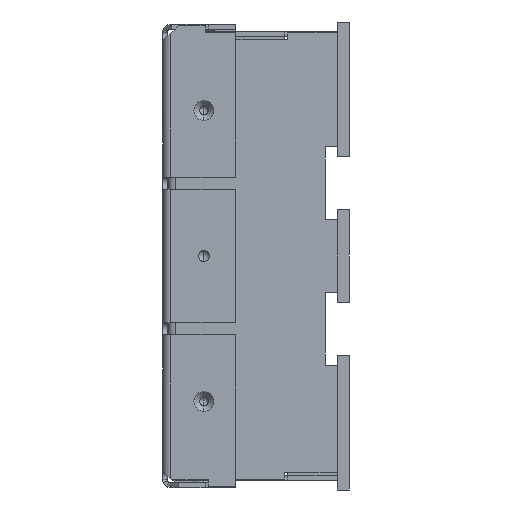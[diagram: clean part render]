
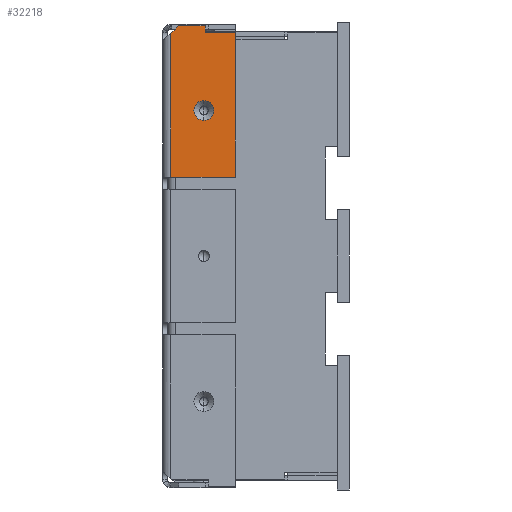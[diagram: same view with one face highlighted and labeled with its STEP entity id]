
A CAD part, left-side view. The second image highlights one B-rep face of the part: STEP entity #32218.
In plain terms, the highlighted planar face has unit normal (-1, 0, 0).
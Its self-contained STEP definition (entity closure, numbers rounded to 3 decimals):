
#333 = CARTESIAN_POINT ( 'NONE',  ( -14.98, -0.33, 9.22 ) ) ;
#1449 = ORIENTED_EDGE ( 'NONE', *, *, #24599, .T. ) ;
#1553 = LINE ( 'NONE', #29151, #9231 ) ;
#1816 = LINE ( 'NONE', #26809, #11567 ) ;
#2333 = EDGE_CURVE ( 'NONE', #16070, #26273, #1553, .T. ) ;
#2870 = EDGE_CURVE ( 'NONE', #33773, #17262, #1816, .T. ) ;
#3238 = DIRECTION ( 'NONE',  ( 0., 0., -1. ) ) ;
#3641 = DIRECTION ( 'NONE',  ( 0., 0., 1. ) ) ;
#3778 = CARTESIAN_POINT ( 'NONE',  ( -14.98, -1.7, 5.59 ) ) ;
#4044 = CARTESIAN_POINT ( 'NONE',  ( -14.98, -3., 3.25 ) ) ;
#4783 = ORIENTED_EDGE ( 'NONE', *, *, #21890, .T. ) ;
#5742 = CARTESIAN_POINT ( 'NONE',  ( -14.98, -1.7, 6. ) ) ;
#5796 = DIRECTION ( 'NONE',  ( 0., 1., 0. ) ) ;
#5972 = DIRECTION ( 'NONE',  ( 0., -1., 0. ) ) ;
#6735 = CARTESIAN_POINT ( 'NONE',  ( -14.98, -1.75, 9.22 ) ) ;
#6892 = CARTESIAN_POINT ( 'NONE',  ( -14.98, -1.7, 6. ) ) ;
#7179 = DIRECTION ( 'NONE',  ( 1., 0., 0. ) ) ;
#8639 = ORIENTED_EDGE ( 'NONE', *, *, #16234, .T. ) ;
#9231 = VECTOR ( 'NONE', #5972, 1000. ) ;
#9292 = VECTOR ( 'NONE', #16621, 1000. ) ;
#9344 = EDGE_LOOP ( 'NONE', ( #10056, #4783 ) ) ;
#9506 = VERTEX_POINT ( 'NONE', #34112 ) ;
#9993 = LINE ( 'NONE', #15429, #26407 ) ;
#10056 = ORIENTED_EDGE ( 'NONE', *, *, #38479, .T. ) ;
#10316 = LINE ( 'NONE', #6735, #9292 ) ;
#10376 = ORIENTED_EDGE ( 'NONE', *, *, #23094, .T. ) ;
#11546 = EDGE_CURVE ( 'NONE', #17262, #9506, #9993, .T. ) ;
#11567 = VECTOR ( 'NONE', #30265, 1000. ) ;
#11678 = AXIS2_PLACEMENT_3D ( 'NONE', #333, #23123, #3641 ) ;
#12377 = ORIENTED_EDGE ( 'NONE', *, *, #23773, .T. ) ;
#12802 = EDGE_LOOP ( 'NONE', ( #1449, #10376, #8639, #40721, #17813, #12377, #32690 ) ) ;
#15034 = VERTEX_POINT ( 'NONE', #30438 ) ;
#15429 = CARTESIAN_POINT ( 'NONE',  ( -14.98, -0.659, 9.5 ) ) ;
#16070 = VERTEX_POINT ( 'NONE', #32114 ) ;
#16234 = EDGE_CURVE ( 'NONE', #28471, #33773, #10316, .T. ) ;
#16621 = DIRECTION ( 'NONE',  ( 0., 0., 1. ) ) ;
#17262 = VERTEX_POINT ( 'NONE', #39005 ) ;
#17813 = ORIENTED_EDGE ( 'NONE', *, *, #11546, .T. ) ;
#18511 = CARTESIAN_POINT ( 'NONE',  ( -14.98, -1.75, 9.22 ) ) ;
#18622 = DIRECTION ( 'NONE',  ( 0., 0., -1. ) ) ;
#20070 = AXIS2_PLACEMENT_3D ( 'NONE', #6892, #7179, #36278 ) ;
#21890 = EDGE_CURVE ( 'NONE', #38484, #31962, #30848, .T. ) ;
#22374 = CARTESIAN_POINT ( 'NONE',  ( -14.98, -3., 9.22 ) ) ;
#23094 = EDGE_CURVE ( 'NONE', #15034, #28471, #23634, .T. ) ;
#23123 = DIRECTION ( 'NONE',  ( -1., 0., 0. ) ) ;
#23634 = LINE ( 'NONE', #22374, #27229 ) ;
#23773 = EDGE_CURVE ( 'NONE', #9506, #16070, #30708, .T. ) ;
#24222 = CARTESIAN_POINT ( 'NONE',  ( -14.98, -3., 3.25 ) ) ;
#24599 = EDGE_CURVE ( 'NONE', #26273, #15034, #41288, .T. ) ;
#26168 = AXIS2_PLACEMENT_3D ( 'NONE', #5742, #26193, #18622 ) ;
#26193 = DIRECTION ( 'NONE',  ( 1., 0., 0. ) ) ;
#26273 = VERTEX_POINT ( 'NONE', #4044 ) ;
#26407 = VECTOR ( 'NONE', #37154, 1000. ) ;
#26809 = CARTESIAN_POINT ( 'NONE',  ( -14.98, -1.75, 9.5 ) ) ;
#27229 = VECTOR ( 'NONE', #5796, 1000. ) ;
#28421 = CARTESIAN_POINT ( 'NONE',  ( -14.98, -1.7, 6.41 ) ) ;
#28471 = VERTEX_POINT ( 'NONE', #18511 ) ;
#28819 = CIRCLE ( 'NONE', #20070, 0.41 ) ;
#29151 = CARTESIAN_POINT ( 'NONE',  ( -14.98, -0.33, 3.25 ) ) ;
#29288 = CARTESIAN_POINT ( 'NONE',  ( -14.98, -0.33, 9.171 ) ) ;
#29547 = PLANE ( 'NONE',  #11678 ) ;
#30265 = DIRECTION ( 'NONE',  ( 0., 1., 0. ) ) ;
#30438 = CARTESIAN_POINT ( 'NONE',  ( -14.98, -3., 9.22 ) ) ;
#30708 = LINE ( 'NONE', #29288, #34306 ) ;
#30848 = CIRCLE ( 'NONE', #26168, 0.41 ) ;
#31227 = CARTESIAN_POINT ( 'NONE',  ( -14.98, -1.75, 9.5 ) ) ;
#31962 = VERTEX_POINT ( 'NONE', #28421 ) ;
#32114 = CARTESIAN_POINT ( 'NONE',  ( -14.98, -0.33, 3.25 ) ) ;
#32218 = ADVANCED_FACE ( 'NONE', ( #41274, #40258 ), #29547, .T. ) ;
#32690 = ORIENTED_EDGE ( 'NONE', *, *, #2333, .T. ) ;
#33168 = VECTOR ( 'NONE', #40634, 1000. ) ;
#33773 = VERTEX_POINT ( 'NONE', #31227 ) ;
#34112 = CARTESIAN_POINT ( 'NONE',  ( -14.98, -0.33, 9.171 ) ) ;
#34306 = VECTOR ( 'NONE', #3238, 1000. ) ;
#36278 = DIRECTION ( 'NONE',  ( 0., 0., 1. ) ) ;
#37154 = DIRECTION ( 'NONE',  ( 0., 0.707, -0.707 ) ) ;
#38479 = EDGE_CURVE ( 'NONE', #31962, #38484, #28819, .T. ) ;
#38484 = VERTEX_POINT ( 'NONE', #3778 ) ;
#39005 = CARTESIAN_POINT ( 'NONE',  ( -14.98, -0.659, 9.5 ) ) ;
#40258 = FACE_BOUND ( 'NONE', #9344, .T. ) ;
#40634 = DIRECTION ( 'NONE',  ( 0., 0., 1. ) ) ;
#40721 = ORIENTED_EDGE ( 'NONE', *, *, #2870, .T. ) ;
#41274 = FACE_OUTER_BOUND ( 'NONE', #12802, .T. ) ;
#41288 = LINE ( 'NONE', #24222, #33168 ) ;
